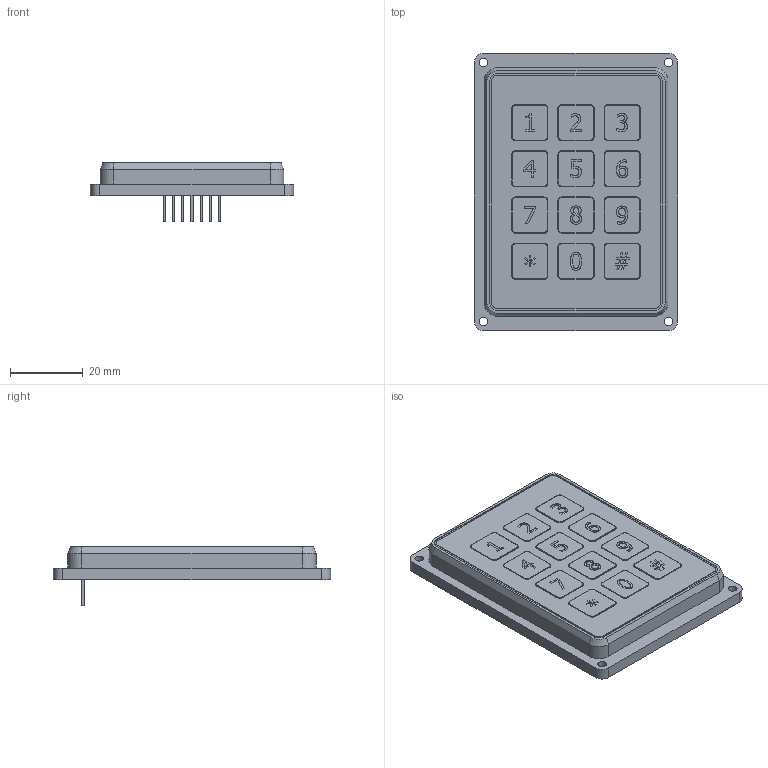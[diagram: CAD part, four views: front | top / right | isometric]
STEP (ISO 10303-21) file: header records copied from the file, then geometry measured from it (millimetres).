
FILE_DESCRIPTION (( 'STEP AP214' ), '1' );
FILE_NAME ('User Library-GrayhillKeypad.STEP', '2010-11-04T23:03:13', ( 'SysAdmin' ), ( 'SolidWorks' ), 'SwSTEP 2.0', 'SolidWorks 2011', '' );
FILE_SCHEMA (( 'AUTOMOTIVE_DESIGN' ));
Length unit declared in the file: millimetre
Products named in the file (1): User Library-GrayhillKeypad
Bounding box: 55.88 x 76.2 x 16.4 mm (x, y, z)
Volume: 28651.1 mm3; surface area: 11244.8 mm2
Topology: 1 solids, 1 shells, 541 faces, 1387 edges, 890 vertices
Faces by surface type: plane 204, bspline 161, cylinder 124, torus 48, cone 4
Entity records: 24316 total; most frequent: CARTESIAN_POINT 6136, ORIENTED_EDGE 2774, DIRECTION 2127, EDGE_CURVE 1387, VERTEX_POINT 890, LINE 765, VECTOR 765, AXIS2_PLACEMENT_3D 681
